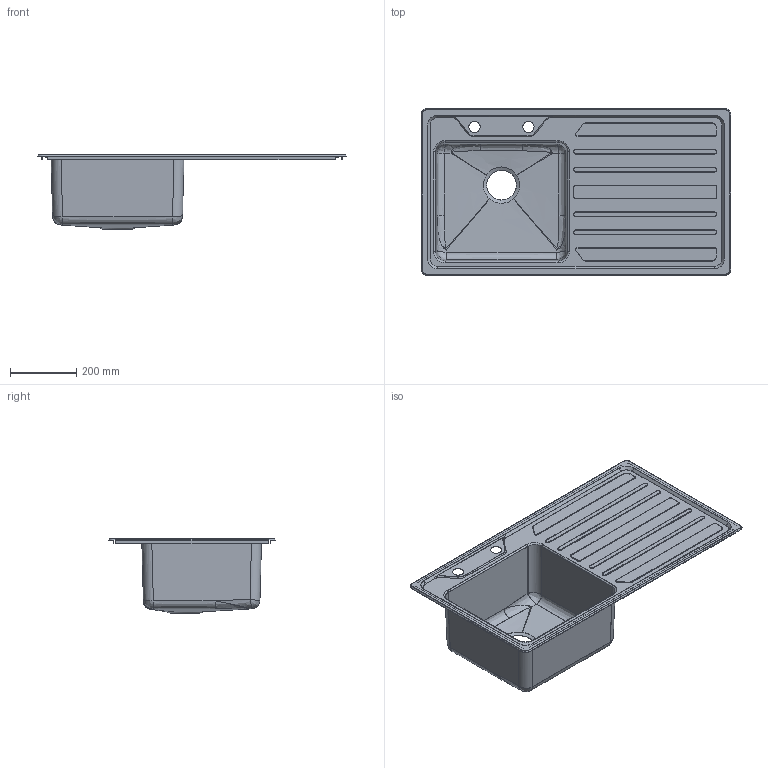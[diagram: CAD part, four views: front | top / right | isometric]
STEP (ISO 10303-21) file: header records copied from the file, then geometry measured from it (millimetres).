
FILE_DESCRIPTION(/* description */ (''),/* implementation_level */ '2;1');
FILE_NAME(/* name */ '9350BLH',/* time_stamp */ '2020-03-09T12:13:18+08:00',/* author */ (''),/* organization */ (''),/* preprocessor_version */ 'ST-DEVELOPER v9',/* originating_system */ 'UGS - NX 4.0',/* authorisation */ '');
FILE_SCHEMA (('AUTOMOTIVE_DESIGN { 1 0 10303 214 1 1 1 1 }'));
Length unit declared in the file: millimetre
Products named in the file (1): Admi6435wimr
Bounding box: 930.35 x 500.36 x 225 mm (x, y, z)
Volume: 835232.1 mm3; surface area: 1671541.5 mm2
Topology: 1 solids, 1 shells, 386 faces, 955 edges, 562 vertices
Faces by surface type: plane 173, bspline 106, cylinder 86, torus 20, extrusion 1
Full cylindrical faces by diameter (mm): 34 x2
Entity records: 14642 total; most frequent: CARTESIAN_POINT 6469, ORIENTED_EDGE 1846, DIRECTION 1476, EDGE_CURVE 923, VERTEX_POINT 559, AXIS2_PLACEMENT_3D 518, VECTOR 440, LINE 439
